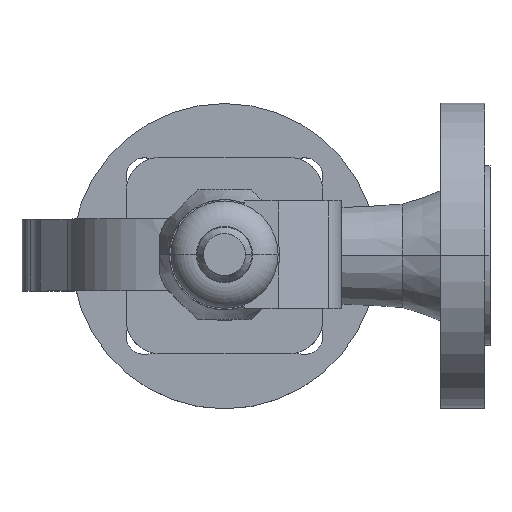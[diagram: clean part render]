
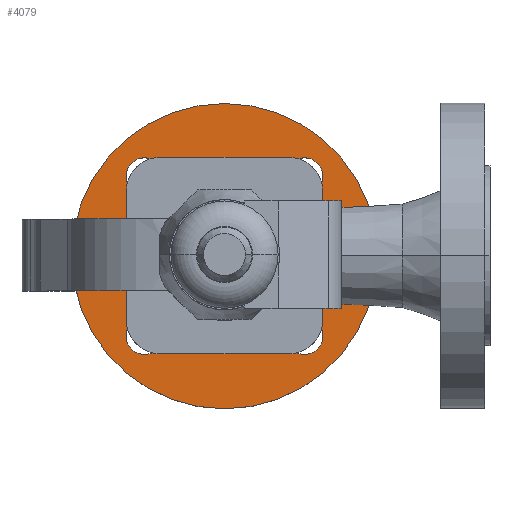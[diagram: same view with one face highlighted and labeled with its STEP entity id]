
A CAD part, top view. The second image highlights one B-rep face of the part: STEP entity #4079.
In plain terms, the highlighted planar face has unit normal (0, 0, 1).
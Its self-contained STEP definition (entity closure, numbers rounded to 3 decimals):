
#1495=CARTESIAN_POINT('',(57.5,-0.,18.6));
#1496=VERTEX_POINT('',#1495);
#1497=CARTESIAN_POINT('',(-57.5,0.,18.6));
#1498=VERTEX_POINT('',#1497);
#1499=CARTESIAN_POINT('',(0.,-0.,18.6));
#1500=DIRECTION('',(-0.,0.,-1.));
#1501=DIRECTION('',(-1.,0.,0.));
#1502=AXIS2_PLACEMENT_3D('',#1499,#1500,#1501);
#1503=CIRCLE('',#1502,57.5);
#1504=EDGE_CURVE('',#1496,#1498,#1503,.T.);
#1527=CARTESIAN_POINT('',(-24.5,-0.,18.6));
#1528=VERTEX_POINT('',#1527);
#1529=CARTESIAN_POINT('',(24.5,0.,18.6));
#1530=VERTEX_POINT('',#1529);
#1531=CARTESIAN_POINT('',(0.,-0.,18.6));
#1532=DIRECTION('',(0.,0.,-1.));
#1533=DIRECTION('',(-1.,0.,0.));
#1534=AXIS2_PLACEMENT_3D('',#1531,#1532,#1533);
#1535=CIRCLE('',#1534,24.5);
#1536=EDGE_CURVE('',#1528,#1530,#1535,.T.);
#3058=CARTESIAN_POINT('',(23.052,30.052,18.6));
#3059=VERTEX_POINT('',#3058);
#3066=CARTESIAN_POINT('',(37.052,30.052,18.6));
#3067=VERTEX_POINT('',#3066);
#3068=CARTESIAN_POINT('',(30.052,30.052,18.6));
#3069=DIRECTION('',(0.,0.,-1.));
#3070=DIRECTION('',(1.,0.,0.));
#3071=AXIS2_PLACEMENT_3D('',#3068,#3069,#3070);
#3072=CIRCLE('',#3071,7.);
#3073=EDGE_CURVE('',#3067,#3059,#3072,.T.);
#3089=CARTESIAN_POINT('',(37.052,-30.052,18.6));
#3090=VERTEX_POINT('',#3089);
#3091=CARTESIAN_POINT('',(23.052,-30.052,18.6));
#3092=VERTEX_POINT('',#3091);
#3093=CARTESIAN_POINT('',(30.052,-30.052,18.6));
#3094=DIRECTION('',(0.,0.,-1.));
#3095=DIRECTION('',(1.,0.,0.));
#3096=AXIS2_PLACEMENT_3D('',#3093,#3094,#3095);
#3097=CIRCLE('',#3096,7.);
#3098=EDGE_CURVE('',#3090,#3092,#3097,.T.);
#3122=CARTESIAN_POINT('',(-37.052,-30.052,18.6));
#3123=VERTEX_POINT('',#3122);
#3130=CARTESIAN_POINT('',(-23.052,-30.052,18.6));
#3131=VERTEX_POINT('',#3130);
#3132=CARTESIAN_POINT('',(-30.052,-30.052,18.6));
#3133=DIRECTION('',(0.,0.,-1.));
#3134=DIRECTION('',(1.,0.,0.));
#3135=AXIS2_PLACEMENT_3D('',#3132,#3133,#3134);
#3136=CIRCLE('',#3135,7.);
#3137=EDGE_CURVE('',#3131,#3123,#3136,.T.);
#3153=CARTESIAN_POINT('',(-37.052,30.052,18.6));
#3154=VERTEX_POINT('',#3153);
#3155=CARTESIAN_POINT('',(-23.052,30.052,18.6));
#3156=VERTEX_POINT('',#3155);
#3157=CARTESIAN_POINT('',(-30.052,30.052,18.6));
#3158=DIRECTION('',(0.,0.,-1.));
#3159=DIRECTION('',(1.,0.,0.));
#3160=AXIS2_PLACEMENT_3D('',#3157,#3158,#3159);
#3161=CIRCLE('',#3160,7.);
#3162=EDGE_CURVE('',#3154,#3156,#3161,.T.);
#4014=CARTESIAN_POINT('',(-41.,0.,18.6));
#4015=DIRECTION('',(0.,-0.,1.));
#4016=DIRECTION('',(1.,-0.,-0.));
#4017=AXIS2_PLACEMENT_3D('',#4014,#4015,#4016);
#4018=PLANE('',#4017);
#4019=ORIENTED_EDGE('',*,*,#3162,.T.);
#4020=CARTESIAN_POINT('',(-30.052,30.052,18.6));
#4021=DIRECTION('',(0.,0.,-1.));
#4022=DIRECTION('',(1.,0.,0.));
#4023=AXIS2_PLACEMENT_3D('',#4020,#4021,#4022);
#4024=CIRCLE('',#4023,7.);
#4025=EDGE_CURVE('',#3156,#3154,#4024,.T.);
#4026=ORIENTED_EDGE('',*,*,#4025,.T.);
#4027=EDGE_LOOP('',(#4019,#4026));
#4028=FACE_BOUND('',#4027,.T.);
#4029=CARTESIAN_POINT('',(-30.052,-30.052,18.6));
#4030=DIRECTION('',(0.,0.,-1.));
#4031=DIRECTION('',(1.,0.,0.));
#4032=AXIS2_PLACEMENT_3D('',#4029,#4030,#4031);
#4033=CIRCLE('',#4032,7.);
#4034=EDGE_CURVE('',#3123,#3131,#4033,.T.);
#4035=ORIENTED_EDGE('',*,*,#4034,.T.);
#4036=ORIENTED_EDGE('',*,*,#3137,.T.);
#4037=EDGE_LOOP('',(#4035,#4036));
#4038=FACE_BOUND('',#4037,.T.);
#4039=ORIENTED_EDGE('',*,*,#3098,.T.);
#4040=CARTESIAN_POINT('',(30.052,-30.052,18.6));
#4041=DIRECTION('',(0.,0.,-1.));
#4042=DIRECTION('',(1.,0.,0.));
#4043=AXIS2_PLACEMENT_3D('',#4040,#4041,#4042);
#4044=CIRCLE('',#4043,7.);
#4045=EDGE_CURVE('',#3092,#3090,#4044,.T.);
#4046=ORIENTED_EDGE('',*,*,#4045,.T.);
#4047=EDGE_LOOP('',(#4039,#4046));
#4048=FACE_BOUND('',#4047,.T.);
#4049=CARTESIAN_POINT('',(30.052,30.052,18.6));
#4050=DIRECTION('',(0.,0.,-1.));
#4051=DIRECTION('',(1.,0.,0.));
#4052=AXIS2_PLACEMENT_3D('',#4049,#4050,#4051);
#4053=CIRCLE('',#4052,7.);
#4054=EDGE_CURVE('',#3059,#3067,#4053,.T.);
#4055=ORIENTED_EDGE('',*,*,#4054,.T.);
#4056=ORIENTED_EDGE('',*,*,#3073,.T.);
#4057=EDGE_LOOP('',(#4055,#4056));
#4058=FACE_BOUND('',#4057,.T.);
#4059=ORIENTED_EDGE('',*,*,#1536,.T.);
#4060=CARTESIAN_POINT('',(0.,-0.,18.6));
#4061=DIRECTION('',(0.,0.,-1.));
#4062=DIRECTION('',(-1.,0.,0.));
#4063=AXIS2_PLACEMENT_3D('',#4060,#4061,#4062);
#4064=CIRCLE('',#4063,24.5);
#4065=EDGE_CURVE('',#1530,#1528,#4064,.T.);
#4066=ORIENTED_EDGE('',*,*,#4065,.T.);
#4067=EDGE_LOOP('',(#4059,#4066));
#4068=FACE_BOUND('',#4067,.T.);
#4069=ORIENTED_EDGE('',*,*,#1504,.F.);
#4070=CARTESIAN_POINT('',(0.,-0.,18.6));
#4071=DIRECTION('',(-0.,0.,-1.));
#4072=DIRECTION('',(-1.,0.,0.));
#4073=AXIS2_PLACEMENT_3D('',#4070,#4071,#4072);
#4074=CIRCLE('',#4073,57.5);
#4075=EDGE_CURVE('',#1498,#1496,#4074,.T.);
#4076=ORIENTED_EDGE('',*,*,#4075,.F.);
#4077=EDGE_LOOP('',(#4069,#4076));
#4078=FACE_BOUND('',#4077,.T.);
#4079=ADVANCED_FACE('',(#4028,#4038,#4048,#4058,#4068,#4078),#4018,.T.);
